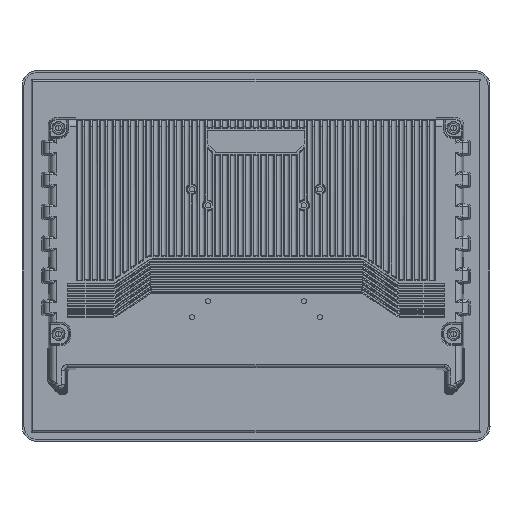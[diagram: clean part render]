
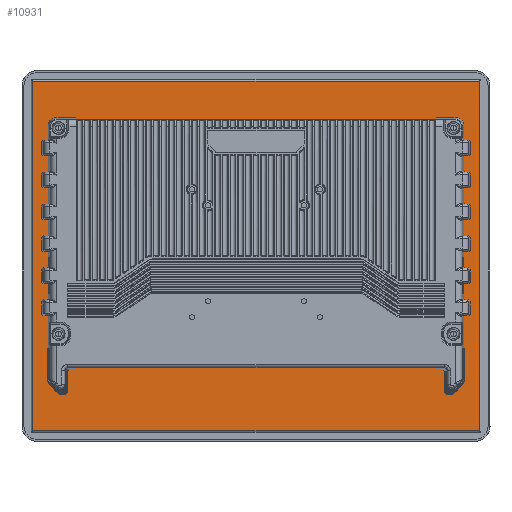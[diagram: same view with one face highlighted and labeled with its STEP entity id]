
A CAD part, top view. The second image highlights one B-rep face of the part: STEP entity #10931.
In plain terms, the highlighted face is planar.
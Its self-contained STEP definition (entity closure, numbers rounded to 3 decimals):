
#8372=DIRECTION('',(-1.,0.,0.));
#8373=VECTOR('',#8372,349.4);
#8374=CARTESIAN_POINT('',(174.7,1.,-136.7));
#8375=LINE('',#8374,#8373);
#8380=CARTESIAN_POINT('',(-157.197,1.,-102.897));
#8381=DIRECTION('',(0.,1.,0.));
#8382=DIRECTION('',(0.,0.,-1.));
#8383=AXIS2_PLACEMENT_3D('',#8380,#8381,#8382);
#8385=CARTESIAN_POINT('',(-157.197,1.,83.797));
#8386=DIRECTION('',(0.,1.,0.));
#8387=DIRECTION('',(-1.,0.,0.));
#8388=AXIS2_PLACEMENT_3D('',#8385,#8386,#8387);
#8390=CARTESIAN_POINT('',(157.197,1.,83.797));
#8391=DIRECTION('',(0.,1.,0.));
#8392=DIRECTION('',(0.,0.,1.));
#8393=AXIS2_PLACEMENT_3D('',#8390,#8391,#8392);
#8395=CARTESIAN_POINT('',(157.197,1.,-102.897));
#8396=DIRECTION('',(0.,1.,0.));
#8397=DIRECTION('',(1.,0.,0.));
#8398=AXIS2_PLACEMENT_3D('',#8395,#8396,#8397);
#8400=DIRECTION('',(1.,0.,0.));
#8401=VECTOR('',#8400,349.4);
#8402=CARTESIAN_POINT('',(-174.7,1.,136.7));
#8403=LINE('',#8402,#8401);
#8576=DIRECTION('',(0.,0.,1.));
#8577=VECTOR('',#8576,273.4);
#8578=CARTESIAN_POINT('',(-174.7,1.,-136.7));
#8579=LINE('',#8578,#8577);
#9108=DIRECTION('',(0.,0.,-1.));
#9109=VECTOR('',#9108,273.4);
#9110=CARTESIAN_POINT('',(174.7,1.,136.7));
#9111=LINE('',#9110,#9109);
#9666=DIRECTION('',(1.,0.,0.));
#9667=VECTOR('',#9666,291.693);
#9668=CARTESIAN_POINT('',(-145.847,1.,-104.15));
#9669=LINE('',#9668,#9667);
#9674=DIRECTION('',(0.,0.,1.));
#9675=VECTOR('',#9674,2.947);
#9676=CARTESIAN_POINT('',(-145.847,1.,-107.097));
#9677=LINE('',#9676,#9675);
#9682=DIRECTION('',(1.,0.,0.));
#9683=VECTOR('',#9682,11.35);
#9684=CARTESIAN_POINT('',(-157.197,1.,-107.097));
#9685=LINE('',#9684,#9683);
#9698=DIRECTION('',(0.,0.,-1.));
#9699=VECTOR('',#9698,186.693);
#9700=CARTESIAN_POINT('',(-161.397,1.,83.797));
#9701=LINE('',#9700,#9699);
#9710=DIRECTION('',(-1.,0.,0.));
#9711=VECTOR('',#9710,11.35);
#9712=CARTESIAN_POINT('',(-145.847,1.,87.997));
#9713=LINE('',#9712,#9711);
#9714=DIRECTION('',(0.,0.,1.));
#9715=VECTOR('',#9714,2.647);
#9716=CARTESIAN_POINT('',(-145.847,1.,85.35));
#9717=LINE('',#9716,#9715);
#9722=DIRECTION('',(-1.,0.,0.));
#9723=VECTOR('',#9722,291.693);
#9724=CARTESIAN_POINT('',(145.847,1.,85.35));
#9725=LINE('',#9724,#9723);
#9730=DIRECTION('',(0.,0.,-1.));
#9731=VECTOR('',#9730,2.647);
#9732=CARTESIAN_POINT('',(145.847,1.,87.997));
#9733=LINE('',#9732,#9731);
#9738=DIRECTION('',(-1.,0.,0.));
#9739=VECTOR('',#9738,11.35);
#9740=CARTESIAN_POINT('',(157.197,1.,87.997));
#9741=LINE('',#9740,#9739);
#9754=DIRECTION('',(0.,0.,1.));
#9755=VECTOR('',#9754,186.693);
#9756=CARTESIAN_POINT('',(161.397,1.,-102.897));
#9757=LINE('',#9756,#9755);
#9766=DIRECTION('',(1.,0.,0.));
#9767=VECTOR('',#9766,11.35);
#9768=CARTESIAN_POINT('',(145.847,1.,-107.097));
#9769=LINE('',#9768,#9767);
#9770=DIRECTION('',(0.,0.,-1.));
#9771=VECTOR('',#9770,2.947);
#9772=CARTESIAN_POINT('',(145.847,1.,-104.15));
#9773=LINE('',#9772,#9771);
#9912=CARTESIAN_POINT('',(174.7,1.,-136.7));
#9913=VERTEX_POINT('',#9912);
#9958=CARTESIAN_POINT('',(174.7,1.,136.7));
#9959=VERTEX_POINT('',#9958);
#9986=CARTESIAN_POINT('',(-174.7,1.,136.7));
#9987=VERTEX_POINT('',#9986);
#9992=CARTESIAN_POINT('',(-174.7,1.,-136.7));
#9993=VERTEX_POINT('',#9992);
#10015=CARTESIAN_POINT('',(-145.847,1.,-104.15));
#10016=CARTESIAN_POINT('',(145.847,1.,-104.15));
#10017=VERTEX_POINT('',#10015);
#10018=VERTEX_POINT('',#10016);
#10019=CARTESIAN_POINT('',(-145.847,1.,-107.097));
#10020=VERTEX_POINT('',#10019);
#10021=CARTESIAN_POINT('',(-157.197,1.,-107.097));
#10022=VERTEX_POINT('',#10021);
#10023=CARTESIAN_POINT('',(-161.397,1.,-102.897));
#10024=VERTEX_POINT('',#10023);
#10025=CARTESIAN_POINT('',(-161.397,1.,83.797));
#10026=VERTEX_POINT('',#10025);
#10027=CARTESIAN_POINT('',(-157.197,1.,87.997));
#10028=VERTEX_POINT('',#10027);
#10029=CARTESIAN_POINT('',(-145.847,1.,87.997));
#10030=VERTEX_POINT('',#10029);
#10031=CARTESIAN_POINT('',(-145.847,1.,85.35));
#10032=VERTEX_POINT('',#10031);
#10033=CARTESIAN_POINT('',(145.847,1.,85.35));
#10034=VERTEX_POINT('',#10033);
#10035=CARTESIAN_POINT('',(145.847,1.,87.997));
#10036=VERTEX_POINT('',#10035);
#10037=CARTESIAN_POINT('',(157.197,1.,87.997));
#10038=VERTEX_POINT('',#10037);
#10039=CARTESIAN_POINT('',(161.397,1.,83.797));
#10040=VERTEX_POINT('',#10039);
#10041=CARTESIAN_POINT('',(161.397,1.,-102.897));
#10042=VERTEX_POINT('',#10041);
#10043=CARTESIAN_POINT('',(157.197,1.,-107.097));
#10044=VERTEX_POINT('',#10043);
#10045=CARTESIAN_POINT('',(145.847,1.,-107.097));
#10046=VERTEX_POINT('',#10045);
#10883=CARTESIAN_POINT('',(0.,1.,0.));
#10884=DIRECTION('',(0.,1.,0.));
#10885=DIRECTION('',(1.,0.,0.));
#10886=AXIS2_PLACEMENT_3D('',#10883,#10884,#10885);
#10887=PLANE('',#10886);
#10889=ORIENTED_EDGE('',*,*,#10888,.F.);
#10891=ORIENTED_EDGE('',*,*,#10890,.F.);
#10892=ORIENTED_EDGE('',*,*,#10876,.F.);
#10894=ORIENTED_EDGE('',*,*,#10893,.F.);
#10895=EDGE_LOOP('',(#10889,#10891,#10892,#10894));
#10896=FACE_OUTER_BOUND('',#10895,.F.);
#10898=ORIENTED_EDGE('',*,*,#10897,.F.);
#10900=ORIENTED_EDGE('',*,*,#10899,.F.);
#10902=ORIENTED_EDGE('',*,*,#10901,.F.);
#10904=ORIENTED_EDGE('',*,*,#10903,.T.);
#10906=ORIENTED_EDGE('',*,*,#10905,.F.);
#10908=ORIENTED_EDGE('',*,*,#10907,.T.);
#10910=ORIENTED_EDGE('',*,*,#10909,.F.);
#10912=ORIENTED_EDGE('',*,*,#10911,.F.);
#10914=ORIENTED_EDGE('',*,*,#10913,.F.);
#10916=ORIENTED_EDGE('',*,*,#10915,.F.);
#10918=ORIENTED_EDGE('',*,*,#10917,.F.);
#10920=ORIENTED_EDGE('',*,*,#10919,.T.);
#10922=ORIENTED_EDGE('',*,*,#10921,.F.);
#10924=ORIENTED_EDGE('',*,*,#10923,.T.);
#10926=ORIENTED_EDGE('',*,*,#10925,.F.);
#10928=ORIENTED_EDGE('',*,*,#10927,.F.);
#10929=EDGE_LOOP('',(#10898,#10900,#10902,#10904,#10906,#10908,#10910,#10912,
#10914,#10916,#10918,#10920,#10922,#10924,#10926,#10928));
#10930=FACE_BOUND('',#10929,.F.);
#8384=CIRCLE('',#8383,4.2);
#8389=CIRCLE('',#8388,4.2);
#8394=CIRCLE('',#8393,4.2);
#8399=CIRCLE('',#8398,4.2);
#10876=EDGE_CURVE('',#9913,#9993,#8375,.T.);
#10888=EDGE_CURVE('',#9987,#9959,#8403,.T.);
#10890=EDGE_CURVE('',#9993,#9987,#8579,.T.);
#10893=EDGE_CURVE('',#9959,#9913,#9111,.T.);
#10897=EDGE_CURVE('',#10017,#10018,#9669,.T.);
#10899=EDGE_CURVE('',#10020,#10017,#9677,.T.);
#10901=EDGE_CURVE('',#10022,#10020,#9685,.T.);
#10903=EDGE_CURVE('',#10022,#10024,#8384,.T.);
#10905=EDGE_CURVE('',#10026,#10024,#9701,.T.);
#10907=EDGE_CURVE('',#10026,#10028,#8389,.T.);
#10909=EDGE_CURVE('',#10030,#10028,#9713,.T.);
#10911=EDGE_CURVE('',#10032,#10030,#9717,.T.);
#10913=EDGE_CURVE('',#10034,#10032,#9725,.T.);
#10915=EDGE_CURVE('',#10036,#10034,#9733,.T.);
#10917=EDGE_CURVE('',#10038,#10036,#9741,.T.);
#10919=EDGE_CURVE('',#10038,#10040,#8394,.T.);
#10921=EDGE_CURVE('',#10042,#10040,#9757,.T.);
#10923=EDGE_CURVE('',#10042,#10044,#8399,.T.);
#10925=EDGE_CURVE('',#10046,#10044,#9769,.T.);
#10927=EDGE_CURVE('',#10018,#10046,#9773,.T.);
#10931=ADVANCED_FACE('',(#10896,#10930),#10887,.T.);
